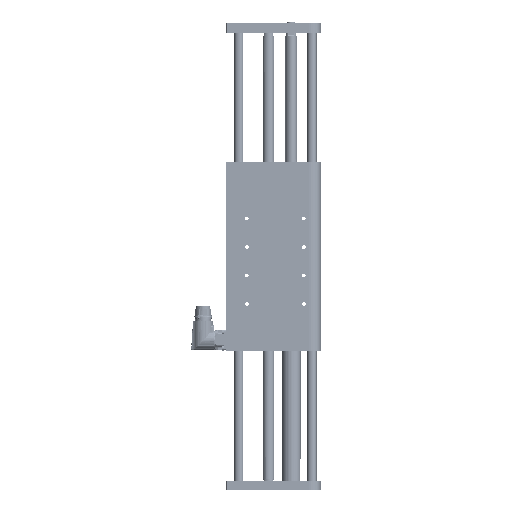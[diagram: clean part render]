
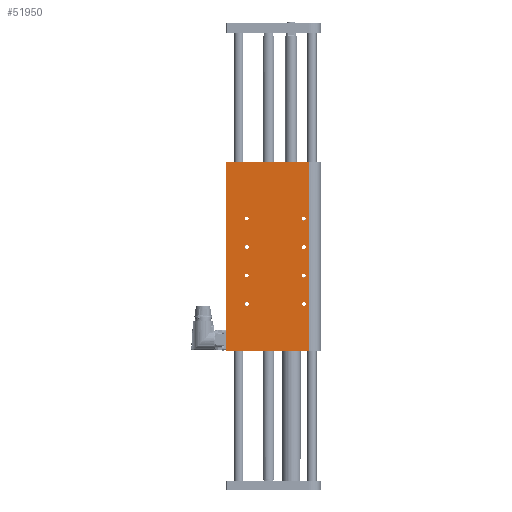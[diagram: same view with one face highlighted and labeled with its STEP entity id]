
A CAD part, left-side view. The second image highlights one B-rep face of the part: STEP entity #51950.
In plain terms, the highlighted planar face has unit normal (-1, 0, 0).
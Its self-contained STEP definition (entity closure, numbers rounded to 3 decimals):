
#1425 = VERTEX_POINT ( 'NONE', #41740 ) ;
#1472 = EDGE_LOOP ( 'NONE', ( #96210 ) ) ;
#2081 = CIRCLE ( 'NONE', #76049, 2. ) ;
#2985 = AXIS2_PLACEMENT_3D ( 'NONE', #61337, #9770, #101094 ) ;
#3446 = EDGE_CURVE ( 'NONE', #108730, #108730, #125617, .T. ) ;
#3994 = DIRECTION ( 'NONE',  ( 0., 0., -1. ) ) ;
#4852 = CARTESIAN_POINT ( 'NONE',  ( -12.5, -87.5, 200. ) ) ;
#4975 = VERTEX_POINT ( 'NONE', #42631 ) ;
#5059 = LINE ( 'NONE', #35431, #63373 ) ;
#6716 = CIRCLE ( 'NONE', #42525, 2. ) ;
#6822 = DIRECTION ( 'NONE',  ( 0., 0., 1. ) ) ;
#9770 = DIRECTION ( 'NONE',  ( 1., 0., 0. ) ) ;
#9971 = EDGE_CURVE ( 'NONE', #91436, #91436, #84501, .T. ) ;
#9988 = VECTOR ( 'NONE', #79483, 1000. ) ;
#10344 = EDGE_LOOP ( 'NONE', ( #61760, #47849, #84959, #40217 ) ) ;
#11380 = ORIENTED_EDGE ( 'NONE', *, *, #72603, .T. ) ;
#17379 = EDGE_CURVE ( 'NONE', #1425, #1425, #103409, .T. ) ;
#18982 = FACE_BOUND ( 'NONE', #1472, .T. ) ;
#20318 = CARTESIAN_POINT ( 'NONE',  ( -12.5, -22., 140. ) ) ;
#20904 = FACE_BOUND ( 'NONE', #56187, .T. ) ;
#21135 = AXIS2_PLACEMENT_3D ( 'NONE', #75420, #23773, #3994 ) ;
#21365 = DIRECTION ( 'NONE',  ( 0., 0., -1. ) ) ;
#21546 = FACE_BOUND ( 'NONE', #66548, .T. ) ;
#23773 = DIRECTION ( 'NONE',  ( 1., 0., 0. ) ) ;
#24688 = ORIENTED_EDGE ( 'NONE', *, *, #85929, .F. ) ;
#27386 = AXIS2_PLACEMENT_3D ( 'NONE', #57390, #36197, #76599 ) ;
#35431 = CARTESIAN_POINT ( 'NONE',  ( -12.5, -87.5, 200. ) ) ;
#36197 = DIRECTION ( 'NONE',  ( -1., 0., 0. ) ) ;
#36542 = CARTESIAN_POINT ( 'NONE',  ( -12.5, -22., 50. ) ) ;
#37428 = ORIENTED_EDGE ( 'NONE', *, *, #9971, .T. ) ;
#37861 = CARTESIAN_POINT ( 'NONE',  ( -12.5, -82., 140. ) ) ;
#37870 = EDGE_CURVE ( 'NONE', #115471, #115471, #6716, .T. ) ;
#40153 = FACE_BOUND ( 'NONE', #124694, .T. ) ;
#40217 = ORIENTED_EDGE ( 'NONE', *, *, #102093, .F. ) ;
#40313 = DIRECTION ( 'NONE',  ( 0., -1., 0. ) ) ;
#41111 = LINE ( 'NONE', #71588, #110334 ) ;
#41648 = EDGE_LOOP ( 'NONE', ( #24688 ) ) ;
#41740 = CARTESIAN_POINT ( 'NONE',  ( -12.5, -82., 82.15 ) ) ;
#42525 = AXIS2_PLACEMENT_3D ( 'NONE', #104155, #62454, #21365 ) ;
#42631 = CARTESIAN_POINT ( 'NONE',  ( -12.5, -22., 138. ) ) ;
#47559 = EDGE_CURVE ( 'NONE', #92900, #74744, #78406, .T. ) ;
#47849 = ORIENTED_EDGE ( 'NONE', *, *, #85207, .T. ) ;
#51943 = AXIS2_PLACEMENT_3D ( 'NONE', #20318, #80603, #60757 ) ;
#51950 = ADVANCED_FACE ( 'NONE', ( #130202, #59382, #40153, #20904, #60691, #21546, #101741, #18982, #130875 ), #100446, .F. ) ;
#55872 = AXIS2_PLACEMENT_3D ( 'NONE', #36542, #117352, #106097 ) ;
#56187 = EDGE_LOOP ( 'NONE', ( #69341 ) ) ;
#56492 = EDGE_LOOP ( 'NONE', ( #121206 ) ) ;
#57390 = CARTESIAN_POINT ( 'NONE',  ( -12.5, -22., 110. ) ) ;
#59382 = FACE_BOUND ( 'NONE', #56492, .T. ) ;
#59895 = AXIS2_PLACEMENT_3D ( 'NONE', #37861, #78252, #6822 ) ;
#60413 = DIRECTION ( 'NONE',  ( 0., 0., 1. ) ) ;
#60691 = FACE_BOUND ( 'NONE', #127150, .T. ) ;
#60757 = DIRECTION ( 'NONE',  ( 0., 0., -1. ) ) ;
#61220 = CIRCLE ( 'NONE', #27386, 2.15 ) ;
#61337 = CARTESIAN_POINT ( 'NONE',  ( -12.5, 0., 200. ) ) ;
#61760 = ORIENTED_EDGE ( 'NONE', *, *, #91228, .F. ) ;
#62454 = DIRECTION ( 'NONE',  ( 1., 0., 0. ) ) ;
#63373 = VECTOR ( 'NONE', #96989, 1000. ) ;
#65457 = VERTEX_POINT ( 'NONE', #4852 ) ;
#66548 = EDGE_LOOP ( 'NONE', ( #117272 ) ) ;
#68210 = VECTOR ( 'NONE', #40313, 1000. ) ;
#68325 = CIRCLE ( 'NONE', #59895, 2.15 ) ;
#68410 = DIRECTION ( 'NONE',  ( -1., 0., 0. ) ) ;
#69341 = ORIENTED_EDGE ( 'NONE', *, *, #99361, .T. ) ;
#71588 = CARTESIAN_POINT ( 'NONE',  ( -12.5, 0., 200. ) ) ;
#72603 = EDGE_CURVE ( 'NONE', #112376, #112376, #2081, .T. ) ;
#73797 = AXIS2_PLACEMENT_3D ( 'NONE', #100155, #68410, #60413 ) ;
#74744 = VERTEX_POINT ( 'NONE', #115376 ) ;
#75420 = CARTESIAN_POINT ( 'NONE',  ( -12.5, -82., 110. ) ) ;
#76049 = AXIS2_PLACEMENT_3D ( 'NONE', #87720, #128108, #107623 ) ;
#76599 = DIRECTION ( 'NONE',  ( 0., 0., 1. ) ) ;
#78252 = DIRECTION ( 'NONE',  ( -1., 0., 0. ) ) ;
#78406 = LINE ( 'NONE', #100597, #68210 ) ;
#78555 = CARTESIAN_POINT ( 'NONE',  ( -12.5, -0.5, 0. ) ) ;
#79483 = DIRECTION ( 'NONE',  ( 0., 0., -1. ) ) ;
#80603 = DIRECTION ( 'NONE',  ( 1., 0., 0. ) ) ;
#80923 = CARTESIAN_POINT ( 'NONE',  ( -12.5, -82., 142.15 ) ) ;
#81440 = CARTESIAN_POINT ( 'NONE',  ( -12.5, -0.5, 200. ) ) ;
#81507 = DIRECTION ( 'NONE',  ( 0., -1., 0. ) ) ;
#83198 = CARTESIAN_POINT ( 'NONE',  ( -12.5, -82., 48. ) ) ;
#83882 = VERTEX_POINT ( 'NONE', #111637 ) ;
#84501 = CIRCLE ( 'NONE', #21135, 2. ) ;
#84959 = ORIENTED_EDGE ( 'NONE', *, *, #47559, .T. ) ;
#85207 = EDGE_CURVE ( 'NONE', #83882, #92900, #90728, .T. ) ;
#85929 = EDGE_CURVE ( 'NONE', #108956, #108956, #61220, .T. ) ;
#87720 = CARTESIAN_POINT ( 'NONE',  ( -12.5, -82., 50. ) ) ;
#90728 = LINE ( 'NONE', #81440, #9988 ) ;
#90866 = VERTEX_POINT ( 'NONE', #80923 ) ;
#91228 = EDGE_CURVE ( 'NONE', #83882, #65457, #41111, .T. ) ;
#91436 = VERTEX_POINT ( 'NONE', #111956 ) ;
#92900 = VERTEX_POINT ( 'NONE', #78555 ) ;
#93062 = ORIENTED_EDGE ( 'NONE', *, *, #3446, .F. ) ;
#96187 = CARTESIAN_POINT ( 'NONE',  ( -12.5, -22., 52.15 ) ) ;
#96210 = ORIENTED_EDGE ( 'NONE', *, *, #115164, .F. ) ;
#96989 = DIRECTION ( 'NONE',  ( 0., 0., -1. ) ) ;
#99361 = EDGE_CURVE ( 'NONE', #4975, #4975, #109091, .T. ) ;
#100155 = CARTESIAN_POINT ( 'NONE',  ( -12.5, -82., 80. ) ) ;
#100446 = PLANE ( 'NONE',  #2985 ) ;
#100597 = CARTESIAN_POINT ( 'NONE',  ( -12.5, 0., 0. ) ) ;
#101094 = DIRECTION ( 'NONE',  ( 0., 1., 0. ) ) ;
#101741 = FACE_BOUND ( 'NONE', #41648, .T. ) ;
#102093 = EDGE_CURVE ( 'NONE', #65457, #74744, #5059, .T. ) ;
#103409 = CIRCLE ( 'NONE', #73797, 2.15 ) ;
#103587 = CARTESIAN_POINT ( 'NONE',  ( -12.5, -22., 78. ) ) ;
#104155 = CARTESIAN_POINT ( 'NONE',  ( -12.5, -22., 80. ) ) ;
#106097 = DIRECTION ( 'NONE',  ( 0., 0., 1. ) ) ;
#106828 = EDGE_LOOP ( 'NONE', ( #11380 ) ) ;
#107623 = DIRECTION ( 'NONE',  ( 0., 0., -1. ) ) ;
#108730 = VERTEX_POINT ( 'NONE', #96187 ) ;
#108956 = VERTEX_POINT ( 'NONE', #118240 ) ;
#109091 = CIRCLE ( 'NONE', #51943, 2. ) ;
#110334 = VECTOR ( 'NONE', #81507, 1000. ) ;
#111637 = CARTESIAN_POINT ( 'NONE',  ( -12.5, -0.5, 200. ) ) ;
#111956 = CARTESIAN_POINT ( 'NONE',  ( -12.5, -82., 108. ) ) ;
#112376 = VERTEX_POINT ( 'NONE', #83198 ) ;
#115164 = EDGE_CURVE ( 'NONE', #90866, #90866, #68325, .T. ) ;
#115376 = CARTESIAN_POINT ( 'NONE',  ( -12.5, -87.5, 0. ) ) ;
#115471 = VERTEX_POINT ( 'NONE', #103587 ) ;
#117272 = ORIENTED_EDGE ( 'NONE', *, *, #17379, .F. ) ;
#117352 = DIRECTION ( 'NONE',  ( -1., 0., 0. ) ) ;
#118240 = CARTESIAN_POINT ( 'NONE',  ( -12.5, -22., 112.15 ) ) ;
#121206 = ORIENTED_EDGE ( 'NONE', *, *, #37870, .T. ) ;
#124694 = EDGE_LOOP ( 'NONE', ( #37428 ) ) ;
#125617 = CIRCLE ( 'NONE', #55872, 2.15 ) ;
#127150 = EDGE_LOOP ( 'NONE', ( #93062 ) ) ;
#128108 = DIRECTION ( 'NONE',  ( 1., 0., 0. ) ) ;
#130202 = FACE_BOUND ( 'NONE', #106828, .T. ) ;
#130875 = FACE_OUTER_BOUND ( 'NONE', #10344, .T. ) ;
